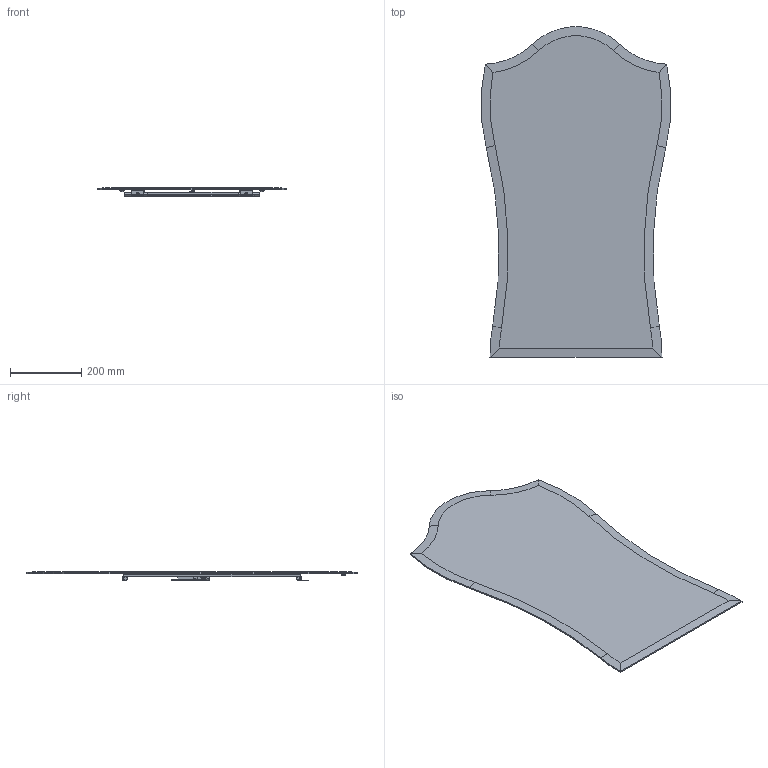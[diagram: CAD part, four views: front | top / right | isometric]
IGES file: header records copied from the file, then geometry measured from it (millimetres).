
Start section:  PTC IGES file: 2741.igs
Global section: file name: 2741.igs; native system: Creo Parametric by PTC Inc.; preprocessor: 2018400; author: jinson.thomas; organization: Unknown; date: 20210622.103524; units: inch
Bounding box: 531.1 x 926.47 x 24.33 mm (x, y, z)
Volume: 2554641 mm3; surface area: 941730.7 mm2
Topology: 2 solids, 2 shells, 497 faces, 1346 edges, 856 vertices
Faces by surface type: revolution 266, bspline 231
